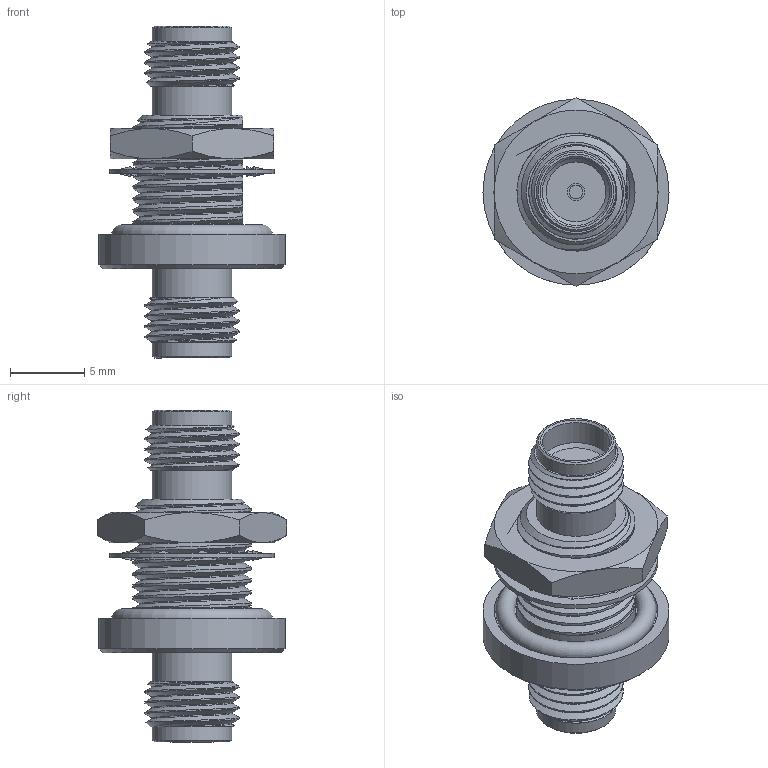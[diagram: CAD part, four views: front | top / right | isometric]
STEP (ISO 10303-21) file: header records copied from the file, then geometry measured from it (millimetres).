
FILE_DESCRIPTION (( 'STEP AP203' ), '1' );
FILE_NAME ('PE9184NH_3D.step', '2021-07-08T18:31:19', ( '' ), ( '' ), 'SwSTEP 2.0', 'SolidWorks 2020', '' );
FILE_SCHEMA (( 'CONFIG_CONTROL_DESIGN' ));
Length unit declared in the file: inch
Products named in the file (1): PE9184NH_3D
Bounding box: 12.5 x 12.7 x 22.3 mm (x, y, z)
Volume: 993.1 mm3; surface area: 1491.9 mm2
Topology: 4 solids, 5 shells, 188 faces, 517 edges, 351 vertices
Faces by surface type: bspline 80, cylinder 46, plane 35, cone 26, torus 1
Full cylindrical faces by diameter (mm): 0.914 x2, 1.168 x2, 4.521 x2, 5.334 x4, 7.988 x1, 11.036 x1, 11.04 x1, 12.497 x1
Entity records: 20693 total; most frequent: CARTESIAN_POINT 16771, ORIENTED_EDGE 972, DIRECTION 513, EDGE_CURVE 486, VERTEX_POINT 343, B_SPLINE_CURVE_WITH_KNOTS 232, EDGE_LOOP 227, AXIS2_PLACEMENT_3D 211
